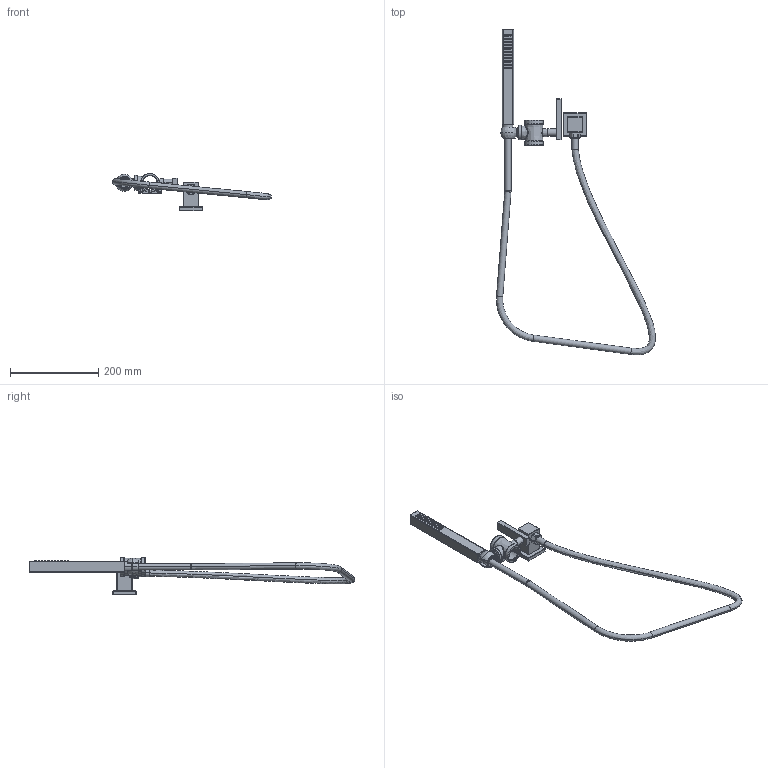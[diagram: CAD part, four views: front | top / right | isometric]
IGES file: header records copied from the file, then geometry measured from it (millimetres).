
Start section:  PTC IGES file: 2040-0443.igs
Global section: file name: 2040-0443.igs; native system: Creo Parametric by PTC Inc.; preprocessor: 2018400; author: jinson.thomas; organization: Unknown; date: 20201210.144616; units: inch
Bounding box: 359.73 x 737.12 x 84.13 mm (x, y, z)
Volume: 535371.5 mm3; surface area: 139629.7 mm2
Topology: 2 solids, 2 shells, 953 faces, 2154 edges, 1316 vertices
Faces by surface type: revolution 519, bspline 434
